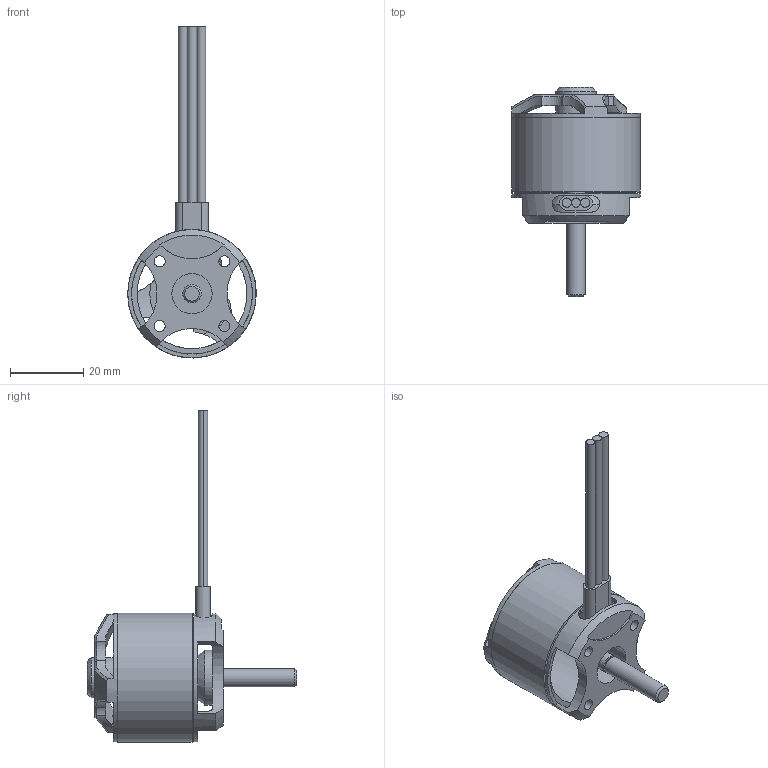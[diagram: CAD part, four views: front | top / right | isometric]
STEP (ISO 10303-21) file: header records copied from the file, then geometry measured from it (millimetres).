
FILE_DESCRIPTION(/* description */ (''),/* implementation_level */ '2;1');
FILE_NAME(/* name */ 'Propdrive V2 3536D 1400KV.stp',/* time_stamp */ '2023-03-07T10:33:53-05:00',/* author */ ('Nathan Cai'),/* organization */ (''),/* preprocessor_version */ 'ST-DEVELOPER v19.2',/* originating_system */ 'Autodesk Inventor 2023',/* authorisation */ '');
FILE_SCHEMA (('AUTOMOTIVE_DESIGN { 1 0 10303 214 3 1 1 }'));
Length unit declared in the file: millimetre
Products named in the file (5): Propdrive V2 3536D 1400KV; Base; Can; Cables; Shaft
Assembly tree (4 placements, depth 2):
  Propdrive V2 3536D 1400KV
    Base
    Can
    Cables
    Shaft
Bounding box: 35.09 x 57 x 90.54 mm (x, y, z)
Volume: 11469.7 mm3; surface area: 11390.4 mm2
Topology: 4 solids, 4 shells, 106 faces, 290 edges, 187 vertices
Faces by surface type: cylinder 43, plane 30, cone 23, bspline 6, torus 4
Full cylindrical faces by diameter (mm): 2.5 x4, 3 x4, 4 x1, 5 x4, 11 x3, 15 x1, 30 x1, 33 x1, 35 x2, 35.1 x1
Entity records: 4091 total; most frequent: CARTESIAN_POINT 1084, DIRECTION 601, ORIENTED_EDGE 580, EDGE_CURVE 290, AXIS2_PLACEMENT_3D 264, VERTEX_POINT 187, CIRCLE 155, EDGE_LOOP 135
